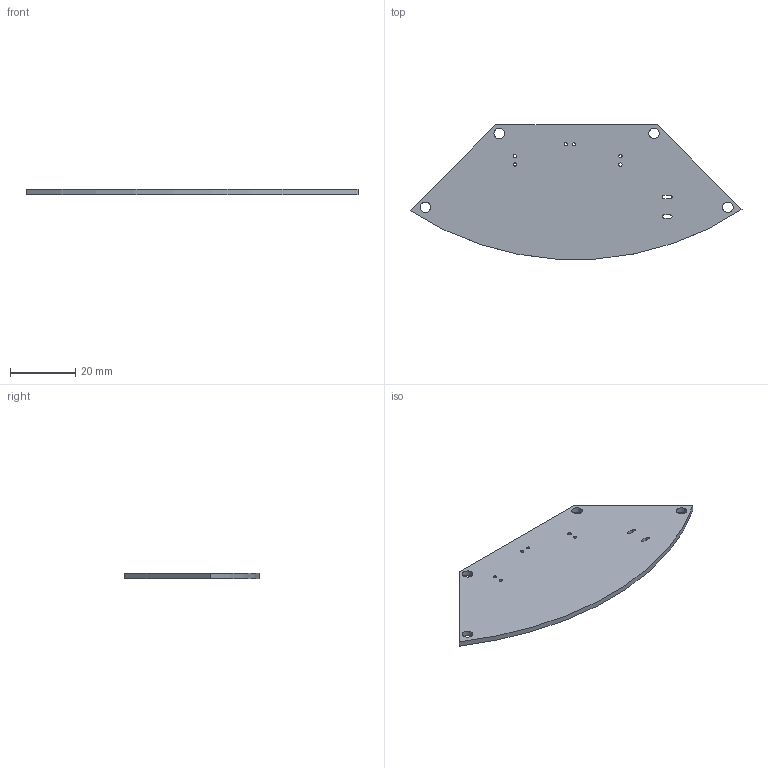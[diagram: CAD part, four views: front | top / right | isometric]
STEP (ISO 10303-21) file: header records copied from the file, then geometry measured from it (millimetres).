
FILE_DESCRIPTION(('KiCad electronic assembly'),'2;1');
FILE_NAME('supply_board.step','2023-06-04T00:24:33',('Pcbnew'),('Kicad') ,'Open CASCADE STEP processor 7.6','KiCad to STEP converter','Unknown' );
FILE_SCHEMA(('AUTOMOTIVE_DESIGN { 1 0 10303 214 1 1 1 1 }'));
Length unit declared in the file: millimetre
Products named in the file (2): supply_board 1; _autosave-supply_board PCB
Assembly tree (1 placements, depth 2):
  supply_board 1
    _autosave-supply_board PCB
Bounding box: 101.78 x 41.21 x 1.6 mm (x, y, z)
Volume: 4780.7 mm3; surface area: 6463.2 mm2
Topology: 1 solids, 1 shells, 24 faces, 66 edges, 44 vertices
Faces by surface type: cylinder 15, plane 9
Full cylindrical faces by diameter (mm): 1 x6, 3.2 x4
Entity records: 1823 total; most frequent: CARTESIAN_POINT 448, DIRECTION 250, LINE 138, VECTOR 138, ORIENTED_EDGE 132, PCURVE 132, DEFINITIONAL_REPRESENTATION 132, EDGE_CURVE 66
